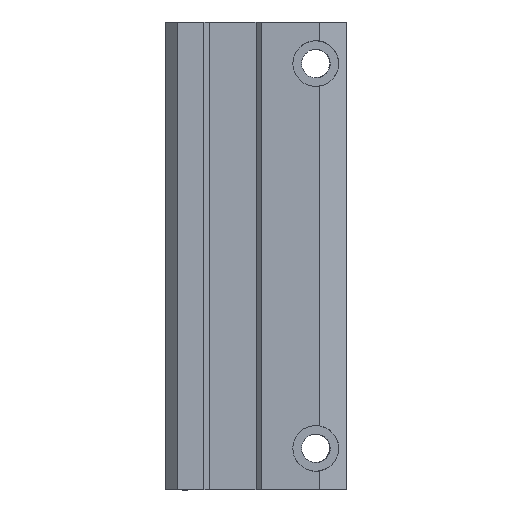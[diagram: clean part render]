
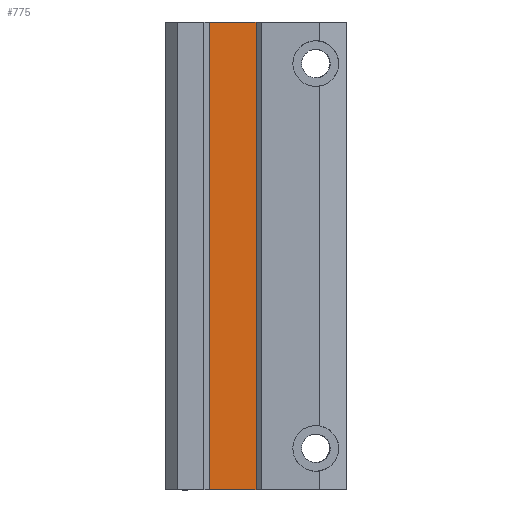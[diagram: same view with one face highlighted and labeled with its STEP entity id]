
A CAD part, left-side view. The second image highlights one B-rep face of the part: STEP entity #775.
In plain terms, the highlighted free-form (B-spline) face has degree [1, 1] with [2, 2] control points.
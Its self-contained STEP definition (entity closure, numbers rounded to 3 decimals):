
#12 = CARTESIAN_POINT ( 'NONE',  ( -12., 26.5, 0. ) ) ;
#21 = EDGE_CURVE ( 'NONE', #348, #2983, #2541, .T. ) ;
#160 = EDGE_LOOP ( 'NONE', ( #2462, #2952, #1226, #892 ) ) ;
#332 = CARTESIAN_POINT ( 'NONE',  ( -12., 17.5, -90. ) ) ;
#348 = VERTEX_POINT ( 'NONE', #12 ) ;
#425 = CARTESIAN_POINT ( 'NONE',  ( -12., 17.5, -90. ) ) ;
#727 = B_SPLINE_CURVE_WITH_KNOTS ( 'NONE', 1,
 ( #780, #332 ),
 .UNSPECIFIED., .F., .F.,
 ( 2, 2 ),
 ( 0., 1. ),
 .UNSPECIFIED. ) ;
#774 = FACE_OUTER_BOUND ( 'NONE', #160, .T. ) ;
#775 = ADVANCED_FACE ( 'NONE', ( #774 ), #2501, .T. ) ;
#780 = CARTESIAN_POINT ( 'NONE',  ( -12., 26.5, -90. ) ) ;
#892 = ORIENTED_EDGE ( 'NONE', *, *, #21, .T. ) ;
#1052 = CARTESIAN_POINT ( 'NONE',  ( -12., 17.5, -90. ) ) ;
#1069 = CARTESIAN_POINT ( 'NONE',  ( -12., 26.5, 0. ) ) ;
#1124 = EDGE_CURVE ( 'NONE', #348, #2834, #2335, .T. ) ;
#1149 = CARTESIAN_POINT ( 'NONE',  ( -12., 17.5, -90. ) ) ;
#1226 = ORIENTED_EDGE ( 'NONE', *, *, #1124, .F. ) ;
#1527 = CARTESIAN_POINT ( 'NONE',  ( -12., 17.5, 0. ) ) ;
#1647 = B_SPLINE_CURVE_WITH_KNOTS ( 'NONE', 1,
 ( #1052, #1527 ),
 .UNSPECIFIED., .F., .F.,
 ( 2, 2 ),
 ( 0., 1. ),
 .UNSPECIFIED. ) ;
#1765 = EDGE_CURVE ( 'NONE', #2983, #2987, #727, .T. ) ;
#1777 = CARTESIAN_POINT ( 'NONE',  ( -12., 17.5, 0. ) ) ;
#1888 = EDGE_CURVE ( 'NONE', #2987, #2834, #1647, .T. ) ;
#2009 = CARTESIAN_POINT ( 'NONE',  ( -12., 26.5, 0. ) ) ;
#2087 = CARTESIAN_POINT ( 'NONE',  ( -12., 17.5, 0. ) ) ;
#2236 = CARTESIAN_POINT ( 'NONE',  ( -12., 26.5, 0. ) ) ;
#2237 = CARTESIAN_POINT ( 'NONE',  ( -12., 17.5, 0. ) ) ;
#2335 = B_SPLINE_CURVE_WITH_KNOTS ( 'NONE', 1,
 ( #2009, #2237 ),
 .UNSPECIFIED., .F., .F.,
 ( 2, 2 ),
 ( 0., 1. ),
 .UNSPECIFIED. ) ;
#2457 = CARTESIAN_POINT ( 'NONE',  ( -12., 26.5, -90. ) ) ;
#2462 = ORIENTED_EDGE ( 'NONE', *, *, #1765, .T. ) ;
#2501 = B_SPLINE_SURFACE_WITH_KNOTS ( 'NONE', 1, 1, ( 
 ( #2457, #1069 ),
 ( #425, #2087 ) ),
 .UNSPECIFIED., .F., .F., .F.,
 ( 2, 2 ),
 ( 2, 2 ),
 ( 0., 1. ),
 ( 0., 1. ),
 .UNSPECIFIED. ) ;
#2541 = B_SPLINE_CURVE_WITH_KNOTS ( 'NONE', 1,
 ( #2236, #2662 ),
 .UNSPECIFIED., .F., .F.,
 ( 2, 2 ),
 ( 0., 1. ),
 .UNSPECIFIED. ) ;
#2662 = CARTESIAN_POINT ( 'NONE',  ( -12., 26.5, -90. ) ) ;
#2804 = CARTESIAN_POINT ( 'NONE',  ( -12., 26.5, -90. ) ) ;
#2834 = VERTEX_POINT ( 'NONE', #1777 ) ;
#2952 = ORIENTED_EDGE ( 'NONE', *, *, #1888, .T. ) ;
#2983 = VERTEX_POINT ( 'NONE', #2804 ) ;
#2987 = VERTEX_POINT ( 'NONE', #1149 ) ;
